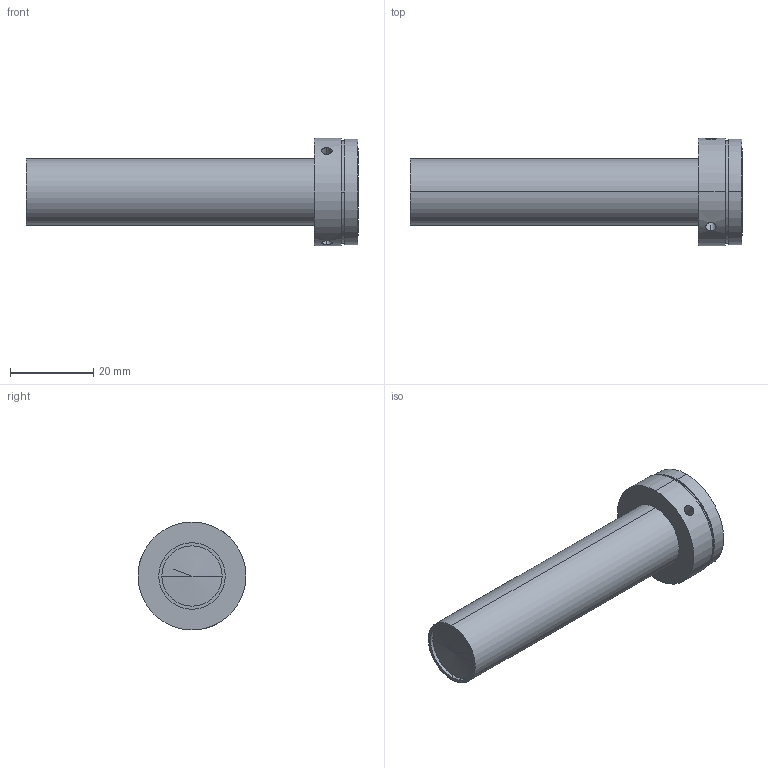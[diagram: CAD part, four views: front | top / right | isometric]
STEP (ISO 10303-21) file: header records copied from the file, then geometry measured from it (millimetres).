
FILE_DESCRIPTION (( 'STEP AP203' ), '1' );
FILE_NAME ('WWL08-65AT.STEP', '2019-12-03T06:25:22', ( 'Windows 蚚誧' ), ( '' ), 'SwSTEP 2.0', 'SolidWorks 2017', '' );
FILE_SCHEMA (( 'CONFIG_CONTROL_DESIGN' ));
Length unit declared in the file: millimetre
Products named in the file (1): WWL08-65AT
Bounding box: 79.97 x 26 x 26 mm (x, y, z)
Volume: 18345.2 mm3; surface area: 5679.1 mm2
Topology: 1 solids, 1 shells, 36 faces, 74 edges, 47 vertices
Faces by surface type: cylinder 18, cone 11, plane 7
Entity records: 1215 total; most frequent: CARTESIAN_POINT 372, DIRECTION 168, ORIENTED_EDGE 144, EDGE_CURVE 72, AXIS2_PLACEMENT_3D 71, VERTEX_POINT 47, EDGE_LOOP 45, FACE_OUTER_BOUND 36
